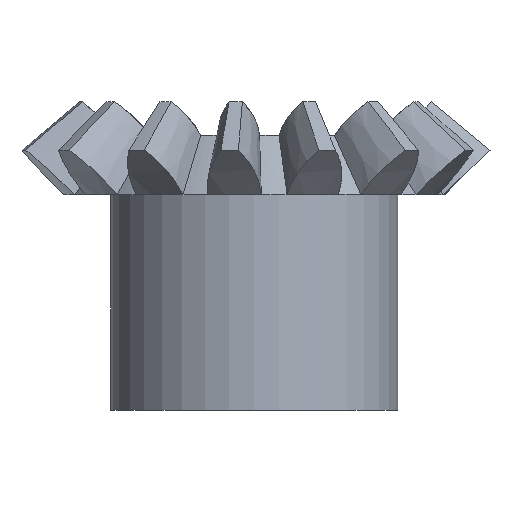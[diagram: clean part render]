
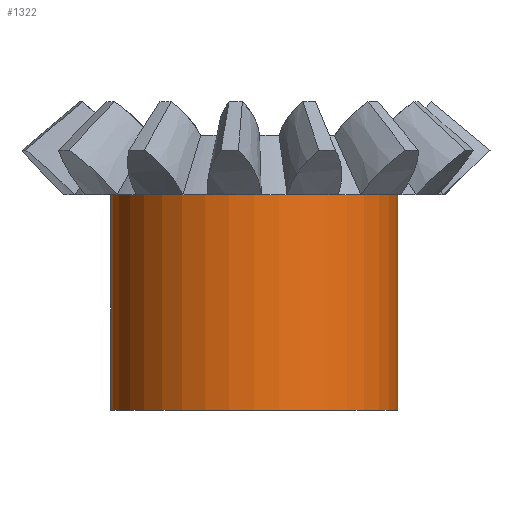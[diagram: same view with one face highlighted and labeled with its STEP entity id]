
A CAD part, left-side view. The second image highlights one B-rep face of the part: STEP entity #1322.
In plain terms, the highlighted cylindrical face has radius 4 mm (diameter 8 mm), a full revolution.
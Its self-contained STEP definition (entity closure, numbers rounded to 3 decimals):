
#236=FACE_OUTER_BOUND('',#334,.T.);
#334=EDGE_LOOP('',(#888,#889,#890,#891));
#433=LINE('',#1951,#436);
#436=VECTOR('',#1624,4.);
#441=CIRCLE('',#1447,4.);
#442=CIRCLE('',#1448,4.);
#537=VERTEX_POINT('',#1948);
#538=VERTEX_POINT('',#1950);
#665=EDGE_CURVE('',#537,#537,#441,.T.);
#666=EDGE_CURVE('',#537,#538,#433,.T.);
#667=EDGE_CURVE('',#538,#538,#442,.T.);
#888=ORIENTED_EDGE('',*,*,#665,.F.);
#889=ORIENTED_EDGE('',*,*,#666,.T.);
#890=ORIENTED_EDGE('',*,*,#667,.F.);
#891=ORIENTED_EDGE('',*,*,#666,.F.);
#1318=CYLINDRICAL_SURFACE('',#1446,4.);
#1322=ADVANCED_FACE('',(#236),#1318,.T.);
#1446=AXIS2_PLACEMENT_3D('',#1947,#1620,#1621);
#1447=AXIS2_PLACEMENT_3D('',#1949,#1622,#1623);
#1448=AXIS2_PLACEMENT_3D('',#1952,#1625,#1626);
#1620=DIRECTION('center_axis',(0.,0.,-1.));
#1621=DIRECTION('ref_axis',(-1.,0.,0.));
#1622=DIRECTION('center_axis',(0.,0.,-1.));
#1623=DIRECTION('ref_axis',(-1.,0.,0.));
#1624=DIRECTION('',(0.,0.,1.));
#1625=DIRECTION('center_axis',(0.,0.,1.));
#1626=DIRECTION('ref_axis',(-1.,0.,0.));
#1947=CARTESIAN_POINT('Origin',(0.,0.,-6.679));
#1948=CARTESIAN_POINT('',(4.,0.,-12.679));
#1949=CARTESIAN_POINT('Origin',(0.,0.,-12.679));
#1950=CARTESIAN_POINT('',(4.,0.,-6.679));
#1951=CARTESIAN_POINT('',(4.,0.,-6.679));
#1952=CARTESIAN_POINT('Origin',(0.,0.,-6.679));
